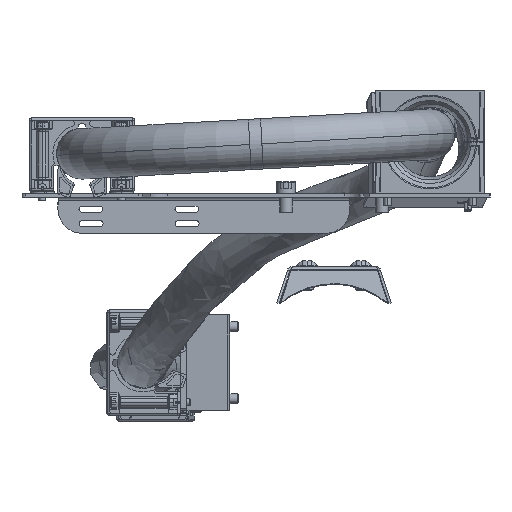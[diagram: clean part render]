
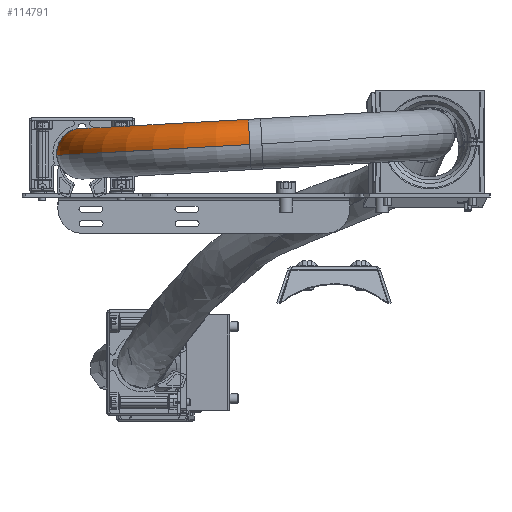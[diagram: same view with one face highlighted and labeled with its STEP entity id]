
A CAD part, left-side view. The second image highlights one B-rep face of the part: STEP entity #114791.
In plain terms, the highlighted toroidal (fillet/blend) face has major radius 140 mm and minor radius 21 mm.
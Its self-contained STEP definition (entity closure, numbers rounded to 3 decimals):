
#568 = ORIENTED_EDGE ( 'NONE', *, *, #80378, .F. ) ;
#8364 = CARTESIAN_POINT ( 'NONE',  ( 61.957, 210., 2149.1 ) ) ;
#10269 = CARTESIAN_POINT ( 'NONE',  ( 61.957, 70.219, 2156.921 ) ) ;
#11083 = CARTESIAN_POINT ( 'NONE',  ( 61.957, 230.967, 2147.927 ) ) ;
#14031 = CARTESIAN_POINT ( 'NONE',  ( 61.957, 70.219, 2156.921 ) ) ;
#17331 = DIRECTION ( 'NONE',  ( 0., 1., 0. ) ) ;
#18419 = CIRCLE ( 'NONE', #83220, 21. ) ;
#18871 = AXIS2_PLACEMENT_3D ( 'NONE', #102844, #49526, #111779 ) ;
#19207 = CARTESIAN_POINT ( 'NONE',  ( -99.043, 70.219, 2156.921 ) ) ;
#19236 = DIRECTION ( 'NONE',  ( 0., -0.998, 0.056 ) ) ;
#20129 = VERTEX_POINT ( 'NONE', #19207 ) ;
#21726 = TOROIDAL_SURFACE ( 'NONE', #82961, 140., 21. ) ;
#23253 = DIRECTION ( 'NONE',  ( 0., 0.998, -0.056 ) ) ;
#23256 = VERTEX_POINT ( 'NONE', #83700 ) ;
#29577 = CARTESIAN_POINT ( 'NONE',  ( 61.957, 231., 2149.1 ) ) ;
#32557 = CARTESIAN_POINT ( 'NONE',  ( 61.957, 189.033, 2150.273 ) ) ;
#33892 = CIRCLE ( 'NONE', #66532, 21. ) ;
#35194 = DIRECTION ( 'NONE',  ( 0., 0.056, 0.998 ) ) ;
#37317 = ORIENTED_EDGE ( 'NONE', *, *, #78214, .F. ) ;
#38208 = ORIENTED_EDGE ( 'NONE', *, *, #100821, .T. ) ;
#39351 = CIRCLE ( 'NONE', #40486, 161. ) ;
#40486 = AXIS2_PLACEMENT_3D ( 'NONE', #10269, #72576, #19236 ) ;
#40837 = DIRECTION ( 'NONE',  ( 0., -0.998, 0.056 ) ) ;
#48511 = AXIS2_PLACEMENT_3D ( 'NONE', #88509, #35194, #97458 ) ;
#49526 = DIRECTION ( 'NONE',  ( 1., 0., 0. ) ) ;
#50159 = VERTEX_POINT ( 'NONE', #29577 ) ;
#51595 = CARTESIAN_POINT ( 'NONE',  ( -78.043, 70.219, 2156.921 ) ) ;
#54237 = CARTESIAN_POINT ( 'NONE',  ( -78.043, 71.392, 2177.888 ) ) ;
#54510 = VERTEX_POINT ( 'NONE', #11083 ) ;
#58174 = EDGE_CURVE ( 'NONE', #54510, #20129, #39351, .T. ) ;
#58488 = DIRECTION ( 'NONE',  ( 0., 0.056, 0.998 ) ) ;
#60621 = DIRECTION ( 'NONE',  ( -0.998, 0.003, 0.056 ) ) ;
#63992 = ORIENTED_EDGE ( 'NONE', *, *, #92432, .T. ) ;
#64096 = VERTEX_POINT ( 'NONE', #54237 ) ;
#66136 = CIRCLE ( 'NONE', #18871, 21. ) ;
#66532 = AXIS2_PLACEMENT_3D ( 'NONE', #76584, #23253, #85510 ) ;
#70656 = DIRECTION ( 'NONE',  ( 1., 0., 0. ) ) ;
#72576 = DIRECTION ( 'NONE',  ( 0., 0.056, 0.998 ) ) ;
#73124 = VERTEX_POINT ( 'NONE', #32557 ) ;
#76584 = CARTESIAN_POINT ( 'NONE',  ( -78.043, 70.219, 2156.921 ) ) ;
#78214 = EDGE_CURVE ( 'NONE', #73124, #23256, #92934, .T. ) ;
#80378 = EDGE_CURVE ( 'NONE', #54510, #50159, #66136, .T. ) ;
#82961 = AXIS2_PLACEMENT_3D ( 'NONE', #14031, #58488, #40837 ) ;
#83220 = AXIS2_PLACEMENT_3D ( 'NONE', #8364, #70656, #17331 ) ;
#83700 = CARTESIAN_POINT ( 'NONE',  ( -57.043, 70.219, 2156.921 ) ) ;
#85510 = DIRECTION ( 'NONE',  ( -0.998, 0.003, 0.056 ) ) ;
#88509 = CARTESIAN_POINT ( 'NONE',  ( 61.957, 70.219, 2156.921 ) ) ;
#89311 = CIRCLE ( 'NONE', #107477, 21. ) ;
#92432 = EDGE_CURVE ( 'NONE', #64096, #23256, #89311, .T. ) ;
#92721 = FACE_OUTER_BOUND ( 'NONE', #101087, .T. ) ;
#92934 = CIRCLE ( 'NONE', #48511, 119. ) ;
#94823 = EDGE_CURVE ( 'NONE', #50159, #73124, #18419, .T. ) ;
#97104 = ORIENTED_EDGE ( 'NONE', *, *, #94823, .F. ) ;
#97458 = DIRECTION ( 'NONE',  ( 0., -0.998, 0.056 ) ) ;
#100821 = EDGE_CURVE ( 'NONE', #20129, #64096, #33892, .T. ) ;
#101087 = EDGE_LOOP ( 'NONE', ( #568, #103038, #38208, #63992, #37317, #97104 ) ) ;
#102844 = CARTESIAN_POINT ( 'NONE',  ( 61.957, 210., 2149.1 ) ) ;
#103038 = ORIENTED_EDGE ( 'NONE', *, *, #58174, .T. ) ;
#107477 = AXIS2_PLACEMENT_3D ( 'NONE', #51595, #113839, #60621 ) ;
#111779 = DIRECTION ( 'NONE',  ( 0., 1., 0. ) ) ;
#113839 = DIRECTION ( 'NONE',  ( 0., 0.998, -0.056 ) ) ;
#114791 = ADVANCED_FACE ( 'NONE', ( #92721 ), #21726, .T. ) ;
